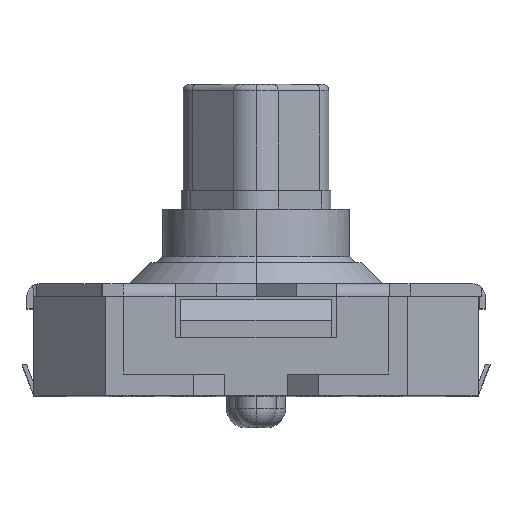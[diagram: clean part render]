
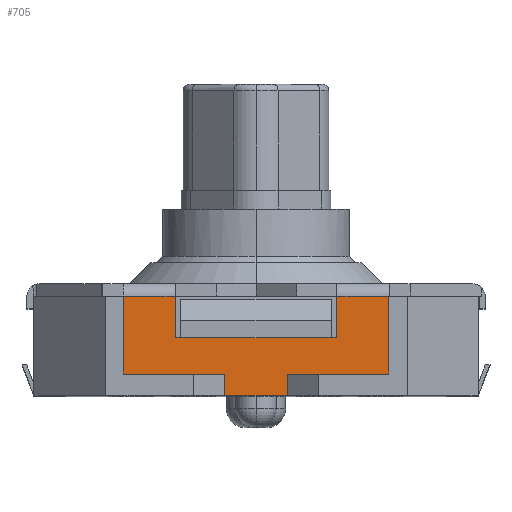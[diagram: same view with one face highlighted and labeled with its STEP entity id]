
A CAD part, top view. The second image highlights one B-rep face of the part: STEP entity #705.
In plain terms, the highlighted planar face has unit normal (0, 0, 1).
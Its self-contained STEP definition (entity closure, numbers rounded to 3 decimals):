
#86 = EDGE_LOOP ( 'NONE', ( #7552, #1169, #6784, #340, #3384, #6724, #189, #7701, #3349, #9142, #360, #6281, #8841, #10672 ) ) ;
#112 = EDGE_CURVE ( 'NONE', #1735, #9184, #981, .T. ) ;
#135 = DIRECTION ( 'NONE',  ( 0., -1., 0. ) ) ;
#189 = ORIENTED_EDGE ( 'NONE', *, *, #11322, .F. ) ;
#293 = VECTOR ( 'NONE', #1467, 1000. ) ;
#340 = ORIENTED_EDGE ( 'NONE', *, *, #3786, .T. ) ;
#360 = ORIENTED_EDGE ( 'NONE', *, *, #932, .F. ) ;
#467 = CARTESIAN_POINT ( 'NONE',  ( -2.127, 0.1, 3.723 ) ) ;
#633 = LINE ( 'NONE', #7011, #2946 ) ;
#705 = ADVANCED_FACE ( 'NONE', ( #2482 ), #1461, .F. ) ;
#712 = LINE ( 'NONE', #6332, #5249 ) ;
#817 = VERTEX_POINT ( 'NONE', #4263 ) ;
#828 = DIRECTION ( 'NONE',  ( 0., -1., 0. ) ) ;
#932 = EDGE_CURVE ( 'NONE', #3202, #10937, #712, .T. ) ;
#981 = LINE ( 'NONE', #467, #9202 ) ;
#1169 = ORIENTED_EDGE ( 'NONE', *, *, #7340, .T. ) ;
#1391 = VERTEX_POINT ( 'NONE', #5358 ) ;
#1394 = CARTESIAN_POINT ( 'NONE',  ( 0., -1.7, 3.723 ) ) ;
#1461 = PLANE ( 'NONE',  #1859 ) ;
#1467 = DIRECTION ( 'NONE',  ( 0., 1., 0. ) ) ;
#1596 = LINE ( 'NONE', #5489, #10624 ) ;
#1680 = VECTOR ( 'NONE', #2240, 1000. ) ;
#1735 = VERTEX_POINT ( 'NONE', #8977 ) ;
#1859 = AXIS2_PLACEMENT_3D ( 'NONE', #9443, #8496, #4987 ) ;
#1935 = DIRECTION ( 'NONE',  ( 0., -1., 0. ) ) ;
#2240 = DIRECTION ( 'NONE',  ( -1., 0., 0. ) ) ;
#2473 = LINE ( 'NONE', #3189, #8944 ) ;
#2482 = FACE_OUTER_BOUND ( 'NONE', #86, .T. ) ;
#2504 = LINE ( 'NONE', #3175, #4416 ) ;
#2622 = VERTEX_POINT ( 'NONE', #2907 ) ;
#2907 = CARTESIAN_POINT ( 'NONE',  ( 0.5, -1.7, 3.723 ) ) ;
#2946 = VECTOR ( 'NONE', #7898, 1000. ) ;
#2982 = VERTEX_POINT ( 'NONE', #5134 ) ;
#3175 = CARTESIAN_POINT ( 'NONE',  ( 1.297, -0.1, 3.723 ) ) ;
#3189 = CARTESIAN_POINT ( 'NONE',  ( -1.297, -0.77, 3.723 ) ) ;
#3202 = VERTEX_POINT ( 'NONE', #7328 ) ;
#3326 = LINE ( 'NONE', #6286, #5416 ) ;
#3349 = ORIENTED_EDGE ( 'NONE', *, *, #112, .T. ) ;
#3384 = ORIENTED_EDGE ( 'NONE', *, *, #5103, .T. ) ;
#3610 = VECTOR ( 'NONE', #828, 1000. ) ;
#3669 = VERTEX_POINT ( 'NONE', #3721 ) ;
#3721 = CARTESIAN_POINT ( 'NONE',  ( -1.297, -0.77, 3.723 ) ) ;
#3786 = EDGE_CURVE ( 'NONE', #6463, #1391, #2473, .T. ) ;
#3918 = CARTESIAN_POINT ( 'NONE',  ( 1.297, -0.1, 3.723 ) ) ;
#3928 = VECTOR ( 'NONE', #8708, 1000. ) ;
#3971 = DIRECTION ( 'NONE',  ( -1., 0., 0. ) ) ;
#4263 = CARTESIAN_POINT ( 'NONE',  ( -1.209, -0.77, 3.723 ) ) ;
#4268 = LINE ( 'NONE', #6708, #10190 ) ;
#4319 = LINE ( 'NONE', #9642, #3928 ) ;
#4409 = CARTESIAN_POINT ( 'NONE',  ( -2.127, -1.35, 3.723 ) ) ;
#4416 = VECTOR ( 'NONE', #5214, 1000. ) ;
#4573 = CARTESIAN_POINT ( 'NONE',  ( 1.297, 0.1, 3.723 ) ) ;
#4749 = LINE ( 'NONE', #4573, #9288 ) ;
#4777 = VERTEX_POINT ( 'NONE', #5409 ) ;
#4796 = DIRECTION ( 'NONE',  ( 1., 0., 0. ) ) ;
#4847 = VERTEX_POINT ( 'NONE', #3918 ) ;
#4987 = DIRECTION ( 'NONE',  ( -1., 0., 0. ) ) ;
#5103 = EDGE_CURVE ( 'NONE', #1391, #817, #4319, .T. ) ;
#5134 = CARTESIAN_POINT ( 'NONE',  ( 2.127, -0.1, 3.723 ) ) ;
#5214 = DIRECTION ( 'NONE',  ( -1., 0., 0. ) ) ;
#5249 = VECTOR ( 'NONE', #6372, 1000. ) ;
#5358 = CARTESIAN_POINT ( 'NONE',  ( 1.209, -0.77, 3.723 ) ) ;
#5409 = CARTESIAN_POINT ( 'NONE',  ( 2.127, -1.35, 3.723 ) ) ;
#5416 = VECTOR ( 'NONE', #7177, 1000. ) ;
#5489 = CARTESIAN_POINT ( 'NONE',  ( -1.297, 0.1, 3.723 ) ) ;
#5521 = LINE ( 'NONE', #9257, #293 ) ;
#5566 = EDGE_CURVE ( 'NONE', #4847, #6463, #4749, .T. ) ;
#6100 = CARTESIAN_POINT ( 'NONE',  ( 0.5, -1.7, 3.723 ) ) ;
#6281 = ORIENTED_EDGE ( 'NONE', *, *, #10972, .T. ) ;
#6286 = CARTESIAN_POINT ( 'NONE',  ( -2.127, -0.1, 3.723 ) ) ;
#6332 = CARTESIAN_POINT ( 'NONE',  ( -0.5, -1.7, 3.723 ) ) ;
#6365 = LINE ( 'NONE', #8370, #1680 ) ;
#6372 = DIRECTION ( 'NONE',  ( 0., 1., 0. ) ) ;
#6407 = EDGE_CURVE ( 'NONE', #9184, #10937, #4268, .T. ) ;
#6463 = VERTEX_POINT ( 'NONE', #9338 ) ;
#6708 = CARTESIAN_POINT ( 'NONE',  ( -2.127, -1.35, 3.723 ) ) ;
#6724 = ORIENTED_EDGE ( 'NONE', *, *, #9543, .T. ) ;
#6784 = ORIENTED_EDGE ( 'NONE', *, *, #5566, .T. ) ;
#6801 = EDGE_CURVE ( 'NONE', #7292, #4777, #633, .T. ) ;
#6846 = EDGE_CURVE ( 'NONE', #7292, #2622, #7502, .T. ) ;
#6983 = LINE ( 'NONE', #1394, #7404 ) ;
#7011 = CARTESIAN_POINT ( 'NONE',  ( 2.127, -1.35, 3.723 ) ) ;
#7177 = DIRECTION ( 'NONE',  ( -1., 0., 0. ) ) ;
#7292 = VERTEX_POINT ( 'NONE', #8009 ) ;
#7328 = CARTESIAN_POINT ( 'NONE',  ( -0.5, -1.7, 3.723 ) ) ;
#7340 = EDGE_CURVE ( 'NONE', #2982, #4847, #2504, .T. ) ;
#7404 = VECTOR ( 'NONE', #7495, 1000. ) ;
#7495 = DIRECTION ( 'NONE',  ( 1., 0., 0. ) ) ;
#7502 = LINE ( 'NONE', #6100, #3610 ) ;
#7552 = ORIENTED_EDGE ( 'NONE', *, *, #8007, .T. ) ;
#7701 = ORIENTED_EDGE ( 'NONE', *, *, #9413, .T. ) ;
#7898 = DIRECTION ( 'NONE',  ( 1., 0., 0. ) ) ;
#8007 = EDGE_CURVE ( 'NONE', #4777, #2982, #5521, .T. ) ;
#8009 = CARTESIAN_POINT ( 'NONE',  ( 0.5, -1.35, 3.723 ) ) ;
#8346 = CARTESIAN_POINT ( 'NONE',  ( -0.5, -1.35, 3.723 ) ) ;
#8370 = CARTESIAN_POINT ( 'NONE',  ( -1.297, -0.77, 3.723 ) ) ;
#8434 = VERTEX_POINT ( 'NONE', #10713 ) ;
#8496 = DIRECTION ( 'NONE',  ( 0., 0., -1. ) ) ;
#8708 = DIRECTION ( 'NONE',  ( -1., 0., 0. ) ) ;
#8841 = ORIENTED_EDGE ( 'NONE', *, *, #6846, .F. ) ;
#8944 = VECTOR ( 'NONE', #3971, 1000. ) ;
#8977 = CARTESIAN_POINT ( 'NONE',  ( -2.127, -0.1, 3.723 ) ) ;
#9142 = ORIENTED_EDGE ( 'NONE', *, *, #6407, .T. ) ;
#9184 = VERTEX_POINT ( 'NONE', #4409 ) ;
#9202 = VECTOR ( 'NONE', #9295, 1000. ) ;
#9257 = CARTESIAN_POINT ( 'NONE',  ( 2.127, 0.1, 3.723 ) ) ;
#9288 = VECTOR ( 'NONE', #1935, 1000. ) ;
#9295 = DIRECTION ( 'NONE',  ( 0., -1., 0. ) ) ;
#9338 = CARTESIAN_POINT ( 'NONE',  ( 1.297, -0.77, 3.723 ) ) ;
#9413 = EDGE_CURVE ( 'NONE', #8434, #1735, #3326, .T. ) ;
#9443 = CARTESIAN_POINT ( 'NONE',  ( 0., 0.1, 3.723 ) ) ;
#9543 = EDGE_CURVE ( 'NONE', #817, #3669, #6365, .T. ) ;
#9642 = CARTESIAN_POINT ( 'NONE',  ( -1.297, -0.77, 3.723 ) ) ;
#10190 = VECTOR ( 'NONE', #4796, 1000. ) ;
#10624 = VECTOR ( 'NONE', #135, 1000. ) ;
#10672 = ORIENTED_EDGE ( 'NONE', *, *, #6801, .T. ) ;
#10713 = CARTESIAN_POINT ( 'NONE',  ( -1.297, -0.1, 3.723 ) ) ;
#10937 = VERTEX_POINT ( 'NONE', #8346 ) ;
#10972 = EDGE_CURVE ( 'NONE', #3202, #2622, #6983, .T. ) ;
#11322 = EDGE_CURVE ( 'NONE', #8434, #3669, #1596, .T. ) ;
